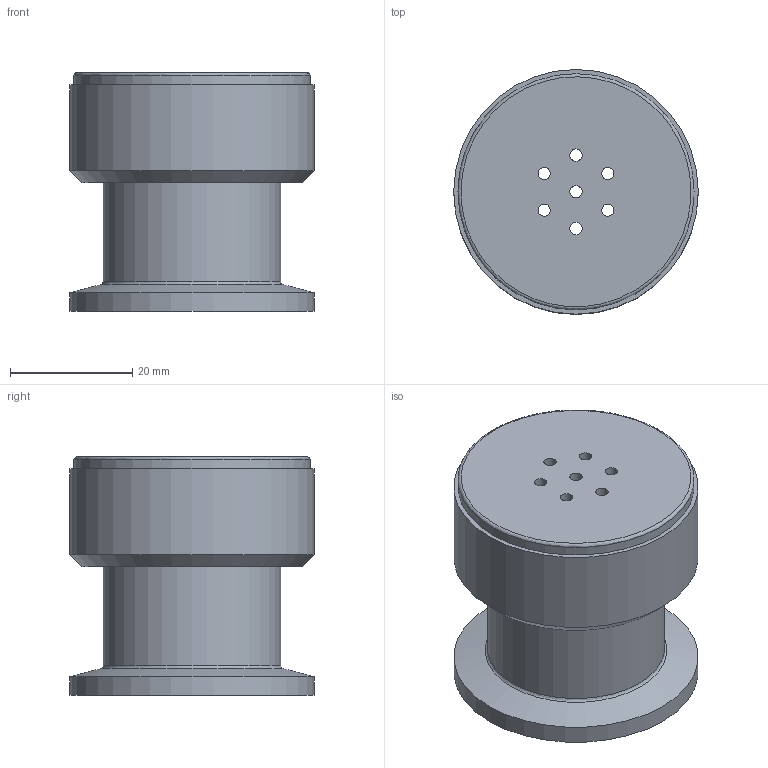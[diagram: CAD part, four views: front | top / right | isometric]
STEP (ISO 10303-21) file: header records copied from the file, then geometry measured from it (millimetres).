
FILE_DESCRIPTION (( 'STEP AP214' ), '1' );
FILE_NAME ('PTC7X1.5KF25 FULLVAC.STEP', '2021-03-15T10:10:57', ( '' ), ( '' ), 'SwSTEP 2.0', 'SolidWorks 2017', '' );
FILE_SCHEMA (( 'AUTOMOTIVE_DESIGN' ));
Length unit declared in the file: millimetre
Products named in the file (3): 2^PTC7X1.5KF25 FULLVAC; PTC7X1.5KF25 FULLVAC; 1^PTC7X1.5KF25 FULLVAC
Assembly tree (2 placements, depth 2):
  PTC7X1.5KF25 FULLVAC
    1^PTC7X1.5KF25 FULLVAC
    2^PTC7X1.5KF25 FULLVAC
Bounding box: 40 x 40 x 39 mm (x, y, z)
Volume: 20918.9 mm3; surface area: 14562.7 mm2
Topology: 2 solids, 2 shells, 32 faces, 69 edges, 44 vertices
Faces by surface type: cylinder 17, plane 7, cone 6, bspline 2
Full cylindrical faces by diameter (mm): 2 x7, 19 x1, 24.361 x1, 24.5 x1, 29 x1, 34 x2, 36 x1, 38.597 x1, 40 x2
Entity records: 905 total; most frequent: CARTESIAN_POINT 173, DIRECTION 144, EDGE_LOOP 76, ORIENTED_EDGE 76, AXIS2_PLACEMENT_3D 72, FACE_OUTER_BOUND 51, VERTEX_POINT 38, EDGE_CURVE 38
